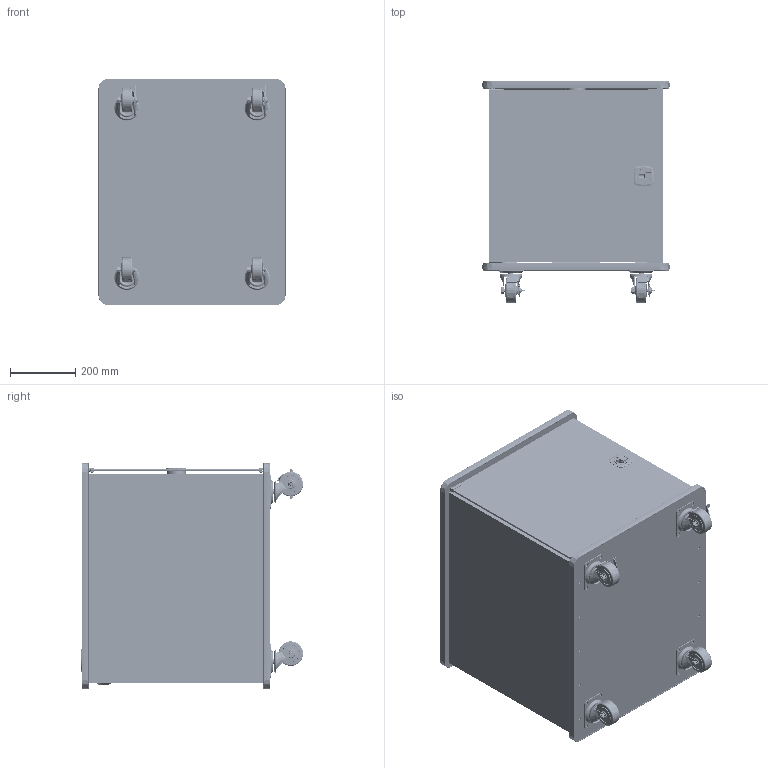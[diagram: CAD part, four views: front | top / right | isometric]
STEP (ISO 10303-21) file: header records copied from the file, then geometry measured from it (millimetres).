
FILE_DESCRIPTION((''),'2;1');
FILE_NAME('AMFR-1227_STP_ASM','2015-10-06T',('mgebril'),('Middle Atlantic Products'),'PRO/ENGINEER BY PARAMETRIC TECHNOLOGY CORPORATION, 2014310','PRO/ENGINEER BY PARAMETRIC TECHNOLOGY CORPORATION, 2014310','');
FILE_SCHEMA(('CONFIG_CONTROL_DESIGN'));
Length unit declared in the file: inch
Products named in the file (44): RMFR27B1-GE_1; 300-00127_MFR_1; A1MFR27B1-GE_ASM_1_ASM; CASTER_3_MNT_500-01142-01143_1; 500-01142_WHEEL_BKT_LOCK_1; WHEEL_SOFT_CASTER_1; 500-01142_CASTER_3_LCKNG-AXLE_1; 53-001_LOCKER_1; 500-01142_LOCKER_1; 500-01142_ASM_1_ASM; 500-01143_WHEEL_BKT_NO_LOCK_1; CASTER_3_NON-LOCKING-AXLE_1; 500-01143_ASM_1_ASM; A2MFR27B1-GE_ASM_1_ASM; RMFR12S1-GE_1; 400-00071_1; AMFR12S1-GE_ASM_1_ASM; RMFR27T1-GE_1; 60MMG_1; AMFR27T1-GE_ASM_1_ASM; IRRF12EMCORL_1; IRRF12EMCORR_1; PMFRRBP1_1; PMFRRTP1_1; 500-00757_1; RMFR12RAP1-GE_1; MANIFOLD_SOLID_BREP_108543; MANIFOLD_SOLID_BREP_109460; MANIFOLD_SOLID_BREP_112359; MANIFOLD_SOLID_BREP_113151; MANIFOLD_SOLID_BREP_113943; 500-00563_1_ASM; AMFR12RAP1-GE_ASM_1_ASM; PCONS3624L_1; RMFR12PFD1_1; 500-00697_1; 500-00968_1; 500-00965_1; 500-00966_1; 500-00967_1 ...
Assembly tree (51 placements, depth 5):
  AMFR-1227_STP_ASM
    AMFR-1227GE_ASM_1_ASM
      A2MFR27B1-GE_ASM_1_ASM
        A1MFR27B1-GE_ASM_1_ASM
          RMFR27B1-GE_1
          300-00127_MFR_1
        500-01142_ASM_1_ASM  x2
          CASTER_3_MNT_500-01142-01143_1
          500-01142_WHEEL_BKT_LOCK_1
          WHEEL_SOFT_CASTER_1
          500-01142_CASTER_3_LCKNG-AXLE_1
          53-001_LOCKER_1
          500-01142_LOCKER_1
        500-01143_ASM_1_ASM  x2
          CASTER_3_MNT_500-01142-01143_1
          500-01143_WHEEL_BKT_NO_LOCK_1
          WHEEL_SOFT_CASTER_1
          CASTER_3_NON-LOCKING-AXLE_1
      AMFR12S1-GE_ASM_1_ASM  x2
        RMFR12S1-GE_1
        400-00071_1
      AMFR27T1-GE_ASM_1_ASM
        RMFR27T1-GE_1
        300-00127_MFR_1
        60MMG_1
      IRRF12EMCORL_1
      IRRF12EMCORR_1
      PMFRRBP1_1
      PMFRRTP1_1
      500-00757_1
      AMFR12RAP1-GE_ASM_1_ASM
        RMFR12RAP1-GE_1
        500-00563_1_ASM
          MANIFOLD_SOLID_BREP_108543
          MANIFOLD_SOLID_BREP_109460
          MANIFOLD_SOLID_BREP_112359
          MANIFOLD_SOLID_BREP_113151
          MANIFOLD_SOLID_BREP_113943
      PCONS3624L_1
      AMFR12PFD1_ASM_1_ASM
        RMFR12PFD1_1
        500-00697_1
        500-00968_1  x2
        500-00965_1
        500-00966_1
        500-00967_1  x2
      3X1UL_1
Bounding box: 574.69 x 682.72 x 695.31 mm (x, y, z)
Volume: 34559164.1 mm3; surface area: 5301658.5 mm2
Topology: 47 solids, 53 shells, 4416 faces, 11165 edges, 6986 vertices
Faces by surface type: cylinder 1947, plane 1567, torus 515, cone 222, sphere 96, bspline 69
Entity records: 110275 total; most frequent: CARTESIAN_POINT 21714, DIRECTION 19769, ORIENTED_EDGE 17632, EDGE_CURVE 8816, AXIS2_PLACEMENT_3D 7732, VERTEX_POINT 5620, VECTOR 4305, LINE 4305
